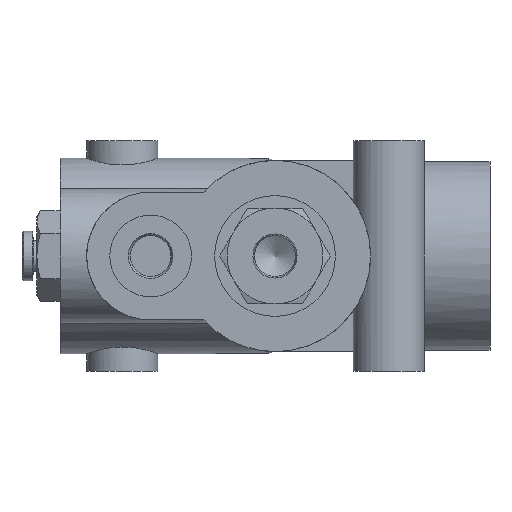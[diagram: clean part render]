
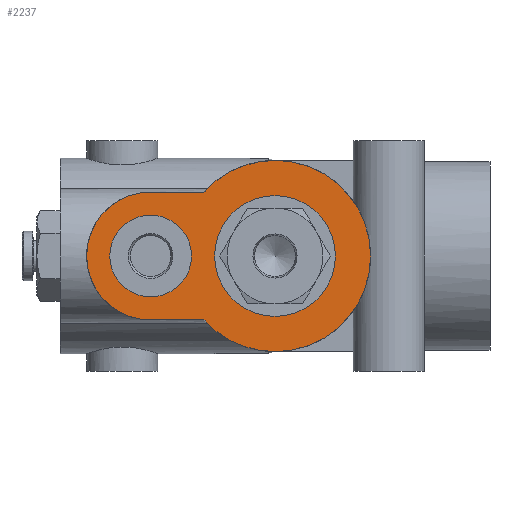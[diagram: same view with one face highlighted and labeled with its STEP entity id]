
A CAD part, left-side view. The second image highlights one B-rep face of the part: STEP entity #2237.
In plain terms, the highlighted planar face has unit normal (-1, 0, 0).
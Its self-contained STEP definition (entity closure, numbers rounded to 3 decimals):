
#80=LINE('',#3864,#178);
#81=LINE('',#3868,#179);
#178=VECTOR('',#2988,1000.);
#179=VECTOR('',#2991,1000.);
#301=PLANE('',#2484);
#397=CIRCLE('',#2461,17.);
#398=CIRCLE('',#2463,11.5);
#409=CIRCLE('',#2485,26.9);
#410=CIRCLE('',#2486,18.);
#799=ORIENTED_EDGE('',*,*,#1237,.F.);
#800=ORIENTED_EDGE('',*,*,#1236,.T.);
#801=ORIENTED_EDGE('',*,*,#1262,.F.);
#802=ORIENTED_EDGE('',*,*,#1263,.F.);
#803=ORIENTED_EDGE('',*,*,#1264,.F.);
#804=ORIENTED_EDGE('',*,*,#1265,.F.);
#1236=EDGE_CURVE('',#1497,#1497,#397,.T.);
#1237=EDGE_CURVE('',#1498,#1498,#398,.F.);
#1262=EDGE_CURVE('',#1517,#1518,#409,.T.);
#1263=EDGE_CURVE('',#1519,#1517,#80,.T.);
#1264=EDGE_CURVE('',#1520,#1519,#410,.T.);
#1265=EDGE_CURVE('',#1518,#1520,#81,.T.);
#1497=VERTEX_POINT('',#3773);
#1498=VERTEX_POINT('',#3776);
#1517=VERTEX_POINT('',#3862);
#1518=VERTEX_POINT('',#3863);
#1519=VERTEX_POINT('',#3865);
#1520=VERTEX_POINT('',#3867);
#1824=EDGE_LOOP('',(#799));
#1825=EDGE_LOOP('',(#800));
#1826=EDGE_LOOP('',(#801,#802,#803,#804));
#2028=FACE_BOUND('',#1824,.T.);
#2029=FACE_BOUND('',#1825,.T.);
#2030=FACE_BOUND('',#1826,.T.);
#2237=ADVANCED_FACE('',(#2028,#2029,#2030),#301,.F.);
#2461=AXIS2_PLACEMENT_3D('',#3772,#2929,#2930);
#2463=AXIS2_PLACEMENT_3D('',#3775,#2933,#2934);
#2484=AXIS2_PLACEMENT_3D('',#3860,#2984,#2985);
#2485=AXIS2_PLACEMENT_3D('',#3861,#2986,#2987);
#2486=AXIS2_PLACEMENT_3D('',#3866,#2989,#2990);
#2929=DIRECTION('',(1.,0.,0.));
#2930=DIRECTION('',(0.,0.,-1.));
#2933=DIRECTION('',(1.,0.,0.));
#2934=DIRECTION('',(0.,0.,-1.));
#2984=DIRECTION('',(1.,0.,0.));
#2985=DIRECTION('',(0.,0.,-1.));
#2986=DIRECTION('',(1.,0.,0.));
#2987=DIRECTION('',(0.,0.,-1.));
#2988=DIRECTION('',(0.,-1.,0.));
#2989=DIRECTION('',(1.,0.,0.));
#2990=DIRECTION('',(0.,0.,-1.));
#2991=DIRECTION('',(0.,1.,0.));
#3772=CARTESIAN_POINT('',(0.,0.,0.));
#3773=CARTESIAN_POINT('',(0.,0.,-17.));
#3775=CARTESIAN_POINT('',(0.,35.,0.));
#3776=CARTESIAN_POINT('',(0.,35.,-11.5));
#3860=CARTESIAN_POINT('',(0.,17.,0.));
#3861=CARTESIAN_POINT('',(0.,0.,0.));
#3862=CARTESIAN_POINT('',(0.,19.99,18.));
#3863=CARTESIAN_POINT('',(0.,19.99,-18.));
#3864=CARTESIAN_POINT('',(0.,35.,18.));
#3865=CARTESIAN_POINT('',(0.,35.,18.));
#3866=CARTESIAN_POINT('',(0.,35.,0.));
#3867=CARTESIAN_POINT('',(0.,35.,-18.));
#3868=CARTESIAN_POINT('',(0.,19.449,-18.));
